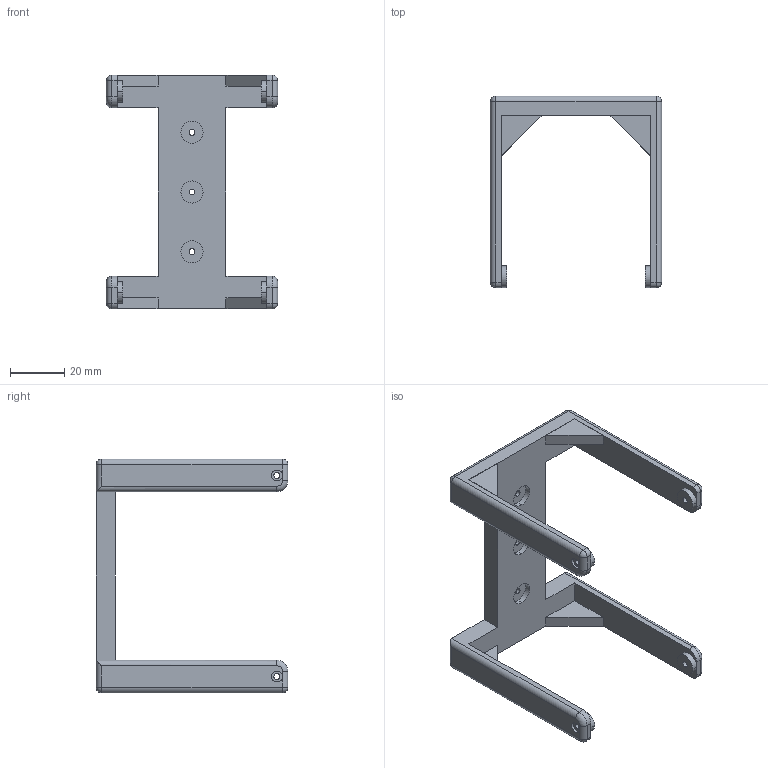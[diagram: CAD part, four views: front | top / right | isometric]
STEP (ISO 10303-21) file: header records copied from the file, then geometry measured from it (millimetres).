
FILE_DESCRIPTION (( 'STEP AP214' ), '1' );
FILE_NAME ('萇喀盓殤.STEP', '2024-03-28T03:09:14', ( '' ), ( '' ), 'SwSTEP 2.0', 'SolidWorks 2023', '' );
FILE_SCHEMA (( 'AUTOMOTIVE_DESIGN' ));
Length unit declared in the file: millimetre
Products named in the file (1): 电池支架
Bounding box: 63 x 70.5 x 86 mm (x, y, z)
Volume: 34575.1 mm3; surface area: 17978.5 mm2
Topology: 3 solids, 3 shells, 130 faces, 314 edges, 188 vertices
Faces by surface type: cylinder 68, plane 50, sphere 8, torus 4
Entity records: 3791 total; most frequent: DIRECTION 700, CARTESIAN_POINT 637, ORIENTED_EDGE 612, EDGE_CURVE 306, AXIS2_PLACEMENT_3D 267, VERTEX_POINT 188, VECTOR 166, LINE 166
